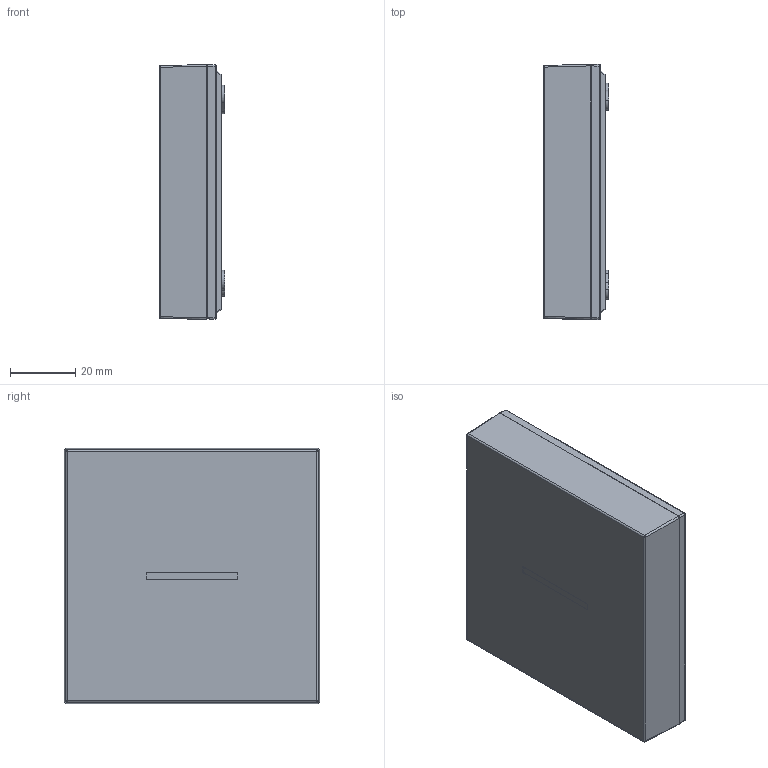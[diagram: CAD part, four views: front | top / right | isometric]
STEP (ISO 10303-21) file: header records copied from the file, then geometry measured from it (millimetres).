
FILE_DESCRIPTION (( 'STEP AP214' ), '1' );
FILE_NAME ('SREL2-Gehäuse.STEP', '2026-04-13T07:59:29', ( '' ), ( '' ), 'SwSTEP 2.0', 'SolidWorks 2024', '' );
FILE_SCHEMA (( 'AUTOMOTIVE_DESIGN' ));
Length unit declared in the file: millimetre
Products named in the file (3): SREL2-Gehäuse; OBERTEIL_g; UNTERTEIL - SR27_c4
Assembly tree (2 placements, depth 2):
  SREL2-Gehäuse
    OBERTEIL_g
    UNTERTEIL - SR27_c4
Bounding box: 20.1 x 78.03 x 78.03 mm (x, y, z)
Volume: 37552.5 mm3; surface area: 43718.7 mm2
Topology: 2 solids, 2 shells, 910 faces, 2538 edges, 1654 vertices
Faces by surface type: plane 764, cylinder 100, bspline 24, cone 22
Entity records: 29833 total; most frequent: CARTESIAN_POINT 6887, ORIENTED_EDGE 5028, DIRECTION 4221, EDGE_CURVE 2514, LINE 2207, VECTOR 2207, VERTEX_POINT 1654, AXIS2_PLACEMENT_3D 1007
